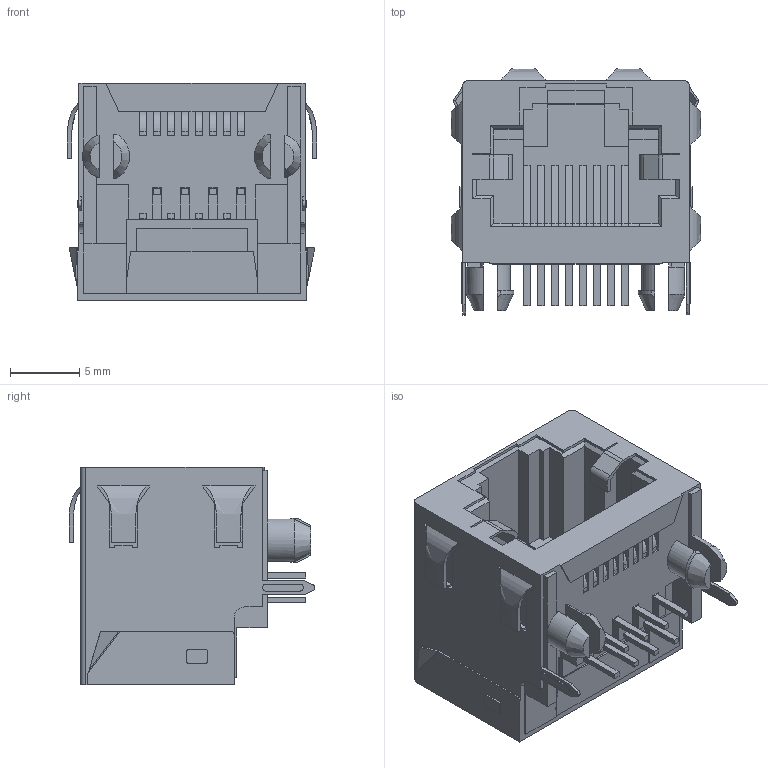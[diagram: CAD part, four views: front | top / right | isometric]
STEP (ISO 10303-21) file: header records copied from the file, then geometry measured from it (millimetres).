
FILE_DESCRIPTION((''),'2;1');
FILE_NAME('438600004','2019-03-11T',('gga'),(''),'PRO/ENGINEER BY PARAMETRIC TECHNOLOGY CORPORATION, 2016010','PRO/ENGINEER BY PARAMETRIC TECHNOLOGY CORPORATION, 2016010','');
FILE_SCHEMA(('CONFIG_CONTROL_DESIGN'));
Length unit declared in the file: inch
Products named in the file (1): 438600004
Bounding box: 18.06 x 17.82 x 15.74 mm (x, y, z)
Volume: 2060.1 mm3; surface area: 2710.2 mm2
Topology: 1 solids, 3 shells, 560 faces, 1564 edges, 1024 vertices
Faces by surface type: plane 473, cylinder 59, bspline 24, cone 4
Entity records: 18251 total; most frequent: CARTESIAN_POINT 3862, ORIENTED_EDGE 3070, DIRECTION 2743, EDGE_CURVE 1535, VECTOR 1371, LINE 1371, VERTEX_POINT 990, AXIS2_PLACEMENT_3D 686
